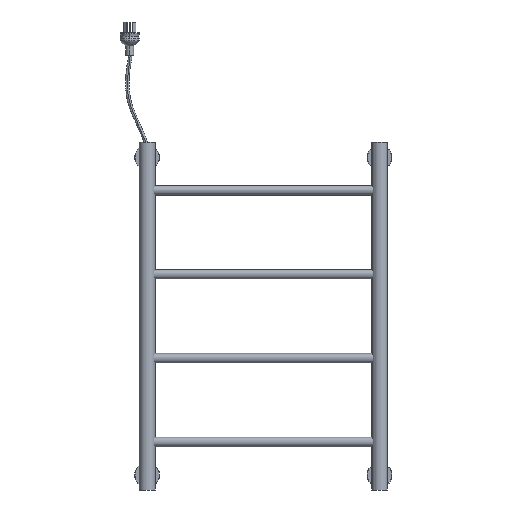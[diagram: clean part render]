
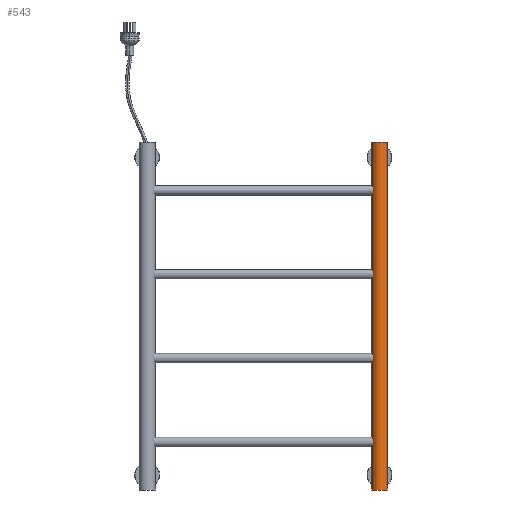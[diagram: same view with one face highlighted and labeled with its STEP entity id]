
A CAD part, front view. The second image highlights one B-rep face of the part: STEP entity #543.
In plain terms, the highlighted cylindrical face has radius 16 mm (diameter 32 mm), a partial arc.
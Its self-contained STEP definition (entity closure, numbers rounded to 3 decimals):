
#454 = VERTEX_POINT ( 'NONE', #1982 ) ;
#455 = VERTEX_POINT ( 'NONE', #1972 ) ;
#500 = EDGE_LOOP ( 'NONE', ( #506, #546, #542, #541 ) ) ;
#502 = EDGE_CURVE ( 'NONE', #595, #536, #2037, .T. ) ;
#506 = ORIENTED_EDGE ( 'NONE', *, *, #585, .F. ) ;
#536 = VERTEX_POINT ( 'NONE', #2111 ) ;
#541 = ORIENTED_EDGE ( 'NONE', *, *, #502, .T. ) ;
#542 = ORIENTED_EDGE ( 'NONE', *, *, #566, .T. ) ;
#543 = ADVANCED_FACE ( 'NONE', ( #2144 ), #2094, .T. ) ;
#544 = EDGE_CURVE ( 'NONE', #455, #454, #2062, .T. ) ;
#546 = ORIENTED_EDGE ( 'NONE', *, *, #544, .F. ) ;
#566 = EDGE_CURVE ( 'NONE', #455, #595, #2209, .T. ) ;
#585 = EDGE_CURVE ( 'NONE', #454, #536, #2236, .T. ) ;
#595 = VERTEX_POINT ( 'NONE', #2240 ) ;
#1972 = CARTESIAN_POINT ( 'NONE',  ( -16., 0., 700. ) ) ;
#1982 = CARTESIAN_POINT ( 'NONE',  ( 16., 0., 700. ) ) ;
#2029 = DIRECTION ( 'NONE',  ( 1., 0., 0. ) ) ;
#2030 = DIRECTION ( 'NONE',  ( 0., 0., 1. ) ) ;
#2031 = AXIS2_PLACEMENT_3D ( 'NONE', #2036, #2030, #2029 ) ;
#2036 = CARTESIAN_POINT ( 'NONE',  ( 0., 0., 0. ) ) ;
#2037 = CIRCLE ( 'NONE', #2031, 16. ) ;
#2062 = CIRCLE ( 'NONE', #2132, 16. ) ;
#2094 = CYLINDRICAL_SURFACE ( 'NONE', #2142, 16. ) ;
#2111 = CARTESIAN_POINT ( 'NONE',  ( 16., 0., 0. ) ) ;
#2130 = DIRECTION ( 'NONE',  ( 1., 0., 0. ) ) ;
#2131 = DIRECTION ( 'NONE',  ( 0., 0., 1. ) ) ;
#2132 = AXIS2_PLACEMENT_3D ( 'NONE', #2136, #2131, #2130 ) ;
#2134 = DIRECTION ( 'NONE',  ( -1., 0., 0. ) ) ;
#2135 = DIRECTION ( 'NONE',  ( 0., 0., -1. ) ) ;
#2136 = CARTESIAN_POINT ( 'NONE',  ( 0., 0., 700. ) ) ;
#2141 = CARTESIAN_POINT ( 'NONE',  ( 0., 0., 700. ) ) ;
#2142 = AXIS2_PLACEMENT_3D ( 'NONE', #2141, #2135, #2134 ) ;
#2144 = FACE_OUTER_BOUND ( 'NONE', #500, .T. ) ;
#2206 = DIRECTION ( 'NONE',  ( 0., 0., -1. ) ) ;
#2207 = VECTOR ( 'NONE', #2206, 1000. ) ;
#2208 = CARTESIAN_POINT ( 'NONE',  ( -16., 0., 700. ) ) ;
#2209 = LINE ( 'NONE', #2208, #2207 ) ;
#2231 = DIRECTION ( 'NONE',  ( 0., 0., -1. ) ) ;
#2232 = VECTOR ( 'NONE', #2231, 1000. ) ;
#2235 = CARTESIAN_POINT ( 'NONE',  ( 16., 0., 700. ) ) ;
#2236 = LINE ( 'NONE', #2235, #2232 ) ;
#2240 = CARTESIAN_POINT ( 'NONE',  ( -16., 0., 0. ) ) ;
